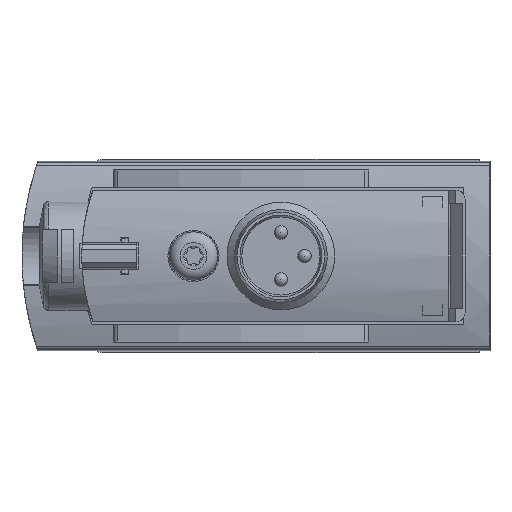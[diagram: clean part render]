
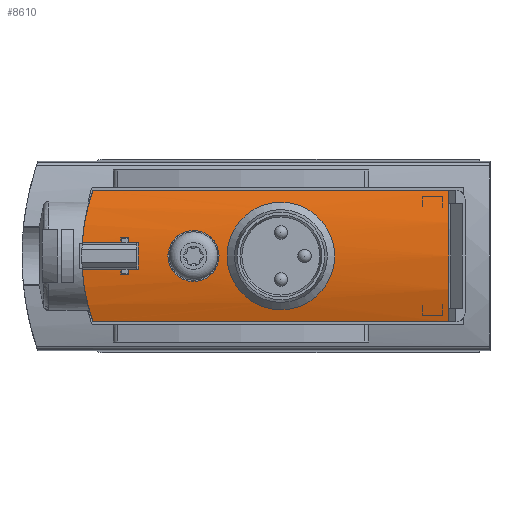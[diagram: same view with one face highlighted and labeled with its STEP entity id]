
A CAD part, left-side view. The second image highlights one B-rep face of the part: STEP entity #8610.
In plain terms, the highlighted cylindrical face has radius 15 mm (diameter 30 mm), a partial arc.
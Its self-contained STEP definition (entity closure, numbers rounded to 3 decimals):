
#842=LINE('',#15308,#1695);
#843=LINE('',#15313,#1696);
#844=LINE('',#15317,#1697);
#845=LINE('',#15321,#1698);
#846=LINE('',#15325,#1699);
#847=LINE('',#15329,#1700);
#848=LINE('',#15333,#1701);
#849=LINE('',#15337,#1702);
#1695=VECTOR('',#12651,1000.);
#1696=VECTOR('',#12654,1000.);
#1697=VECTOR('',#12657,1000.);
#1698=VECTOR('',#12660,1000.);
#1699=VECTOR('',#12663,1000.);
#1700=VECTOR('',#12666,1000.);
#1701=VECTOR('',#12669,1000.);
#1702=VECTOR('',#12672,1000.);
#2272=CIRCLE('',#10898,15.);
#2273=CIRCLE('',#10899,15.);
#2274=CIRCLE('',#10900,15.);
#2275=CIRCLE('',#10901,15.);
#2276=CIRCLE('',#10902,15.);
#2277=CIRCLE('',#10904,15.);
#2436=B_SPLINE_CURVE_WITH_KNOTS('',3,(#15296,#15297,#15298,#15299,#15300,
#15301,#15302,#15303,#15304,#15305,#15306),.UNSPECIFIED.,.T.,.F.,(1,1,1,
1,1,1,1,1,1,1,1,1,1,1,1),(-0.004,-0.003,-0.001,
0.,0.001,0.003,0.004,0.006,
0.007,0.009,0.01,0.012,
0.013,0.015,0.016),.UNSPECIFIED.);
#2437=B_SPLINE_CURVE_WITH_KNOTS('',3,(#15340,#15341,#15342,#15343,#15344,
#15345,#15346,#15347,#15348,#15349,#15350),.UNSPECIFIED.,.T.,.F.,(1,1,1,
1,1,1,1,1,1,1,1,1,1,1,1),(-0.008,-0.006,-0.003,
0.,0.003,0.006,0.008,0.011,
0.014,0.017,0.02,0.023,
0.025,0.028,0.031),.UNSPECIFIED.);
#3804=ORIENTED_EDGE('',*,*,#5615,.F.);
#3805=ORIENTED_EDGE('',*,*,#5616,.F.);
#3806=ORIENTED_EDGE('',*,*,#5617,.T.);
#3807=ORIENTED_EDGE('',*,*,#5618,.T.);
#3808=ORIENTED_EDGE('',*,*,#5619,.T.);
#3809=ORIENTED_EDGE('',*,*,#5620,.T.);
#3810=ORIENTED_EDGE('',*,*,#5621,.T.);
#3811=ORIENTED_EDGE('',*,*,#5622,.T.);
#3812=ORIENTED_EDGE('',*,*,#5623,.T.);
#3813=ORIENTED_EDGE('',*,*,#5624,.T.);
#3814=ORIENTED_EDGE('',*,*,#5625,.T.);
#3815=ORIENTED_EDGE('',*,*,#5626,.T.);
#3816=ORIENTED_EDGE('',*,*,#5627,.T.);
#3817=ORIENTED_EDGE('',*,*,#5628,.T.);
#3818=ORIENTED_EDGE('',*,*,#5629,.T.);
#3819=ORIENTED_EDGE('',*,*,#5630,.T.);
#3820=ORIENTED_EDGE('',*,*,#5631,.T.);
#3821=ORIENTED_EDGE('',*,*,#5632,.F.);
#5615=EDGE_CURVE('',#6637,#6637,#2436,.T.);
#5616=EDGE_CURVE('',#6638,#6639,#842,.T.);
#5617=EDGE_CURVE('',#6638,#6640,#7044,.T.);
#5618=EDGE_CURVE('',#6640,#6641,#843,.T.);
#5619=EDGE_CURVE('',#6641,#6642,#2272,.F.);
#5620=EDGE_CURVE('',#6642,#6643,#844,.T.);
#5621=EDGE_CURVE('',#6643,#6644,#2273,.F.);
#5622=EDGE_CURVE('',#6644,#6645,#845,.T.);
#5623=EDGE_CURVE('',#6645,#6646,#2274,.F.);
#5624=EDGE_CURVE('',#6646,#6647,#846,.F.);
#5625=EDGE_CURVE('',#6647,#6648,#2275,.F.);
#5626=EDGE_CURVE('',#6648,#6649,#847,.F.);
#5627=EDGE_CURVE('',#6649,#6650,#2276,.F.);
#5628=EDGE_CURVE('',#6650,#6651,#848,.F.);
#5629=EDGE_CURVE('',#6651,#6652,#7045,.T.);
#5630=EDGE_CURVE('',#6652,#6653,#849,.T.);
#5631=EDGE_CURVE('',#6653,#6639,#2277,.T.);
#5632=EDGE_CURVE('',#6654,#6654,#2437,.T.);
#6637=VERTEX_POINT('',#15307);
#6638=VERTEX_POINT('',#15309);
#6639=VERTEX_POINT('',#15310);
#6640=VERTEX_POINT('',#15312);
#6641=VERTEX_POINT('',#15314);
#6642=VERTEX_POINT('',#15316);
#6643=VERTEX_POINT('',#15318);
#6644=VERTEX_POINT('',#15320);
#6645=VERTEX_POINT('',#15322);
#6646=VERTEX_POINT('',#15324);
#6647=VERTEX_POINT('',#15326);
#6648=VERTEX_POINT('',#15328);
#6649=VERTEX_POINT('',#15330);
#6650=VERTEX_POINT('',#15332);
#6651=VERTEX_POINT('',#15334);
#6652=VERTEX_POINT('',#15336);
#6653=VERTEX_POINT('',#15338);
#6654=VERTEX_POINT('',#15351);
#7044=ELLIPSE('',#10897,21.213,15.);
#7045=ELLIPSE('',#10903,21.213,15.);
#7371=EDGE_LOOP('',(#3804));
#7372=EDGE_LOOP('',(#3805,#3806,#3807,#3808,#3809,#3810,#3811,#3812,#3813,
#3814,#3815,#3816,#3817,#3818,#3819,#3820));
#7373=EDGE_LOOP('',(#3821));
#7954=FACE_BOUND('',#7371,.T.);
#7955=FACE_BOUND('',#7372,.T.);
#7956=FACE_BOUND('',#7373,.T.);
#8281=CYLINDRICAL_SURFACE('',#10896,15.);
#8610=ADVANCED_FACE('',(#7954,#7955,#7956),#8281,.T.);
#10896=AXIS2_PLACEMENT_3D('',#15295,#12649,#12650);
#10897=AXIS2_PLACEMENT_3D('',#15311,#12652,#12653);
#10898=AXIS2_PLACEMENT_3D('',#15315,#12655,#12656);
#10899=AXIS2_PLACEMENT_3D('',#15319,#12658,#12659);
#10900=AXIS2_PLACEMENT_3D('',#15323,#12661,#12662);
#10901=AXIS2_PLACEMENT_3D('',#15327,#12664,#12665);
#10902=AXIS2_PLACEMENT_3D('',#15331,#12667,#12668);
#10903=AXIS2_PLACEMENT_3D('',#15335,#12670,#12671);
#10904=AXIS2_PLACEMENT_3D('',#15339,#12673,#12674);
#12649=DIRECTION('',(0.,-1.,0.));
#12650=DIRECTION('',(0.,0.,-1.));
#12651=DIRECTION('',(0.,-1.,0.));
#12652=DIRECTION('',(0.707,-0.707,0.));
#12653=DIRECTION('',(-0.707,-0.707,0.));
#12654=DIRECTION('',(0.,-1.,0.));
#12655=DIRECTION('',(0.,-1.,0.));
#12656=DIRECTION('',(0.,0.,-1.));
#12657=DIRECTION('',(0.,-1.,0.));
#12658=DIRECTION('',(0.,1.,0.));
#12659=DIRECTION('',(0.,0.,1.));
#12660=DIRECTION('',(0.,-1.,0.));
#12661=DIRECTION('',(0.,1.,0.));
#12662=DIRECTION('',(0.,0.,1.));
#12663=DIRECTION('',(0.,-1.,0.));
#12664=DIRECTION('',(0.,1.,0.));
#12665=DIRECTION('',(0.,0.,1.));
#12666=DIRECTION('',(0.,-1.,0.));
#12667=DIRECTION('',(0.,-1.,0.));
#12668=DIRECTION('',(0.,0.,-1.));
#12669=DIRECTION('',(0.,-1.,0.));
#12670=DIRECTION('',(0.707,-0.707,0.));
#12671=DIRECTION('',(-0.707,-0.707,0.));
#12672=DIRECTION('',(0.,-1.,0.));
#12673=DIRECTION('',(0.,1.,0.));
#12674=DIRECTION('',(1.,0.,0.));
#15295=CARTESIAN_POINT('',(-5.1,27.5,0.));
#15296=CARTESIAN_POINT('',(9.84,17.509,-1.488));
#15297=CARTESIAN_POINT('',(9.749,19.,-2.106));
#15298=CARTESIAN_POINT('',(9.84,20.489,-1.488));
#15299=CARTESIAN_POINT('',(9.93,21.105,-0.002));
#15300=CARTESIAN_POINT('',(9.84,20.49,1.489));
#15301=CARTESIAN_POINT('',(9.749,19.,2.105));
#15302=CARTESIAN_POINT('',(9.84,17.513,1.49));
#15303=CARTESIAN_POINT('',(9.93,16.894,0.002));
#15304=CARTESIAN_POINT('',(9.84,17.509,-1.488));
#15305=CARTESIAN_POINT('',(9.749,19.,-2.106));
#15306=CARTESIAN_POINT('',(9.84,20.489,-1.488));
#15307=CARTESIAN_POINT('',(9.779,19.,-1.9));
#15308=CARTESIAN_POINT('',(9.077,27.5,-4.9));
#15309=CARTESIAN_POINT('',(9.077,26.477,-4.9));
#15310=CARTESIAN_POINT('',(9.077,0.,-4.9));
#15311=CARTESIAN_POINT('',(-5.1,12.3,0.));
#15312=CARTESIAN_POINT('',(9.867,27.267,-1.));
#15313=CARTESIAN_POINT('',(9.867,27.5,-1.));
#15314=CARTESIAN_POINT('',(9.867,24.4,-1.));
#15315=CARTESIAN_POINT('',(-5.1,24.4,0.));
#15316=CARTESIAN_POINT('',(9.839,24.4,-1.35));
#15317=CARTESIAN_POINT('',(9.839,27.5,-1.35));
#15318=CARTESIAN_POINT('',(9.839,23.8,-1.35));
#15319=CARTESIAN_POINT('',(-5.1,23.8,0.));
#15320=CARTESIAN_POINT('',(9.867,23.8,-1.));
#15321=CARTESIAN_POINT('',(9.867,27.5,-1.));
#15322=CARTESIAN_POINT('',(9.867,23.1,-1.));
#15323=CARTESIAN_POINT('',(-5.1,23.1,0.));
#15324=CARTESIAN_POINT('',(9.867,23.1,1.));
#15325=CARTESIAN_POINT('',(9.867,27.5,1.));
#15326=CARTESIAN_POINT('',(9.867,23.8,1.));
#15327=CARTESIAN_POINT('',(-5.1,23.8,0.));
#15328=CARTESIAN_POINT('',(9.839,23.8,1.35));
#15329=CARTESIAN_POINT('',(9.839,27.5,1.35));
#15330=CARTESIAN_POINT('',(9.839,24.4,1.35));
#15331=CARTESIAN_POINT('',(-5.1,24.4,0.));
#15332=CARTESIAN_POINT('',(9.867,24.4,1.));
#15333=CARTESIAN_POINT('',(9.867,27.5,1.));
#15334=CARTESIAN_POINT('',(9.867,27.267,1.));
#15335=CARTESIAN_POINT('',(-5.1,12.3,0.));
#15336=CARTESIAN_POINT('',(9.077,26.477,4.9));
#15337=CARTESIAN_POINT('',(9.077,27.5,4.9));
#15338=CARTESIAN_POINT('',(9.077,0.,4.9));
#15339=CARTESIAN_POINT('',(-5.1,0.,0.));
#15340=CARTESIAN_POINT('',(9.684,15.324,2.819));
#15341=CARTESIAN_POINT('',(9.35,12.499,3.99));
#15342=CARTESIAN_POINT('',(9.684,9.679,2.819));
#15343=CARTESIAN_POINT('',(10.008,8.511,0.004));
#15344=CARTESIAN_POINT('',(9.684,9.679,-2.822));
#15345=CARTESIAN_POINT('',(9.351,12.498,-3.988));
#15346=CARTESIAN_POINT('',(9.683,15.318,-2.824));
#15347=CARTESIAN_POINT('',(10.008,16.49,-0.002));
#15348=CARTESIAN_POINT('',(9.684,15.324,2.819));
#15349=CARTESIAN_POINT('',(9.35,12.499,3.99));
#15350=CARTESIAN_POINT('',(9.684,9.679,2.819));
#15351=CARTESIAN_POINT('',(9.462,12.5,3.6));
